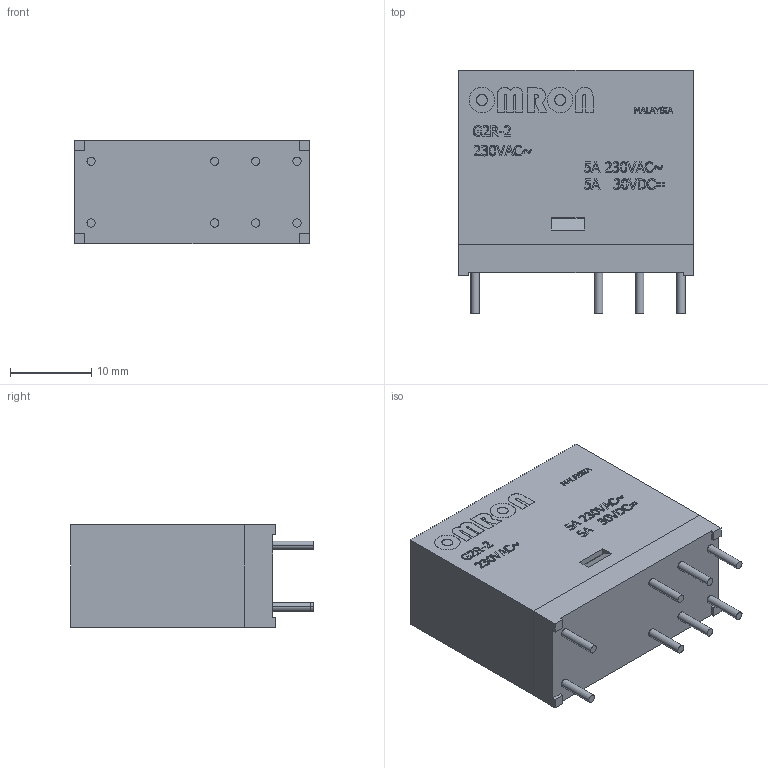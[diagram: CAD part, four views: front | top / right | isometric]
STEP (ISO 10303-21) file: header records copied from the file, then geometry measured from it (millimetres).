
FILE_DESCRIPTION (( 'STEP AP214' ), '1' );
FILE_NAME ('User Library-OMRON G2R-2 RELAY.STEP', '2023-04-21T09:29:16', ( '' ), ( '' ), 'SwSTEP 2.0', 'SolidWorks 2022', '' );
FILE_SCHEMA (( 'AUTOMOTIVE_DESIGN' ));
Length unit declared in the file: inch
Products named in the file (15): 1_1; Cs_S_ivetest1_1; Felirat_1; Cs_S_ivetest_1; _S_IRINTKEZ_X2_0150_X0_1_1; 4_1; 5_1; _S_IRINTKEZ_X2_0150_X0_2_1; L_S_AB_1; 2_1; Tekercs_1; POG_S_ACSA_1; User Library-OMRON G2R-2 RELAY; 3_1; _S_IRINTKEZ_X2_0150_X0__1
Assembly tree (31 placements, depth 2):
  User Library-OMRON G2R-2 RELAY
    1_1
    _S_IRINTKEZ_X2_0150_X0__1  x2
    POG_S_ACSA_1  x8
    _S_IRINTKEZ_X2_0150_X0_1_1  x2
    _S_IRINTKEZ_X2_0150_X0_2_1  x2
    Cs_S_ivetest1_1
    Tekercs_1
    3_1
    Cs_S_ivetest_1
    4_1
    5_1
    2_1
    Felirat_1
    L_S_AB_1  x8
Bounding box: 28.96 x 29.97 x 12.73 mm (x, y, z)
Volume: 4869.2 mm3; surface area: 9539.9 mm2
Topology: 72 solids, 72 shells, 1069 faces, 2699 edges, 1790 vertices
Faces by surface type: plane 677, bspline 327, cylinder 49, torus 16
Entity records: 43736 total; most frequent: CARTESIAN_POINT 9273, ORIENTED_EDGE 4842, DIRECTION 3153, EDGE_CURVE 2421, VECTOR 1687, LINE 1687, VERTEX_POINT 1613, DIMENSIONAL_EXPONENTS 1030
